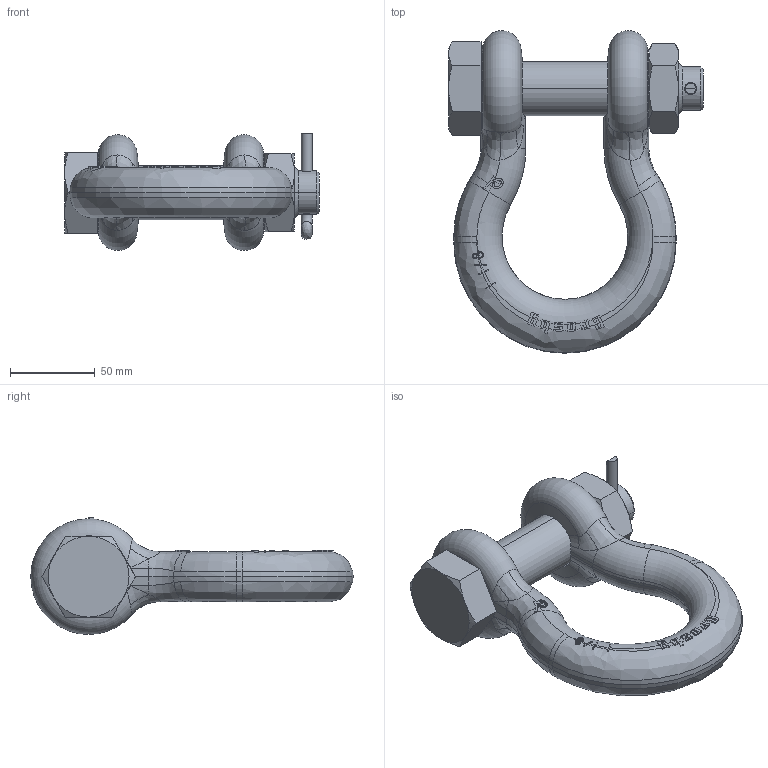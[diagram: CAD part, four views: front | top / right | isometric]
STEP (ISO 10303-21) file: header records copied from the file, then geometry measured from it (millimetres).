
FILE_DESCRIPTION((''),'2;1');
FILE_NAME('CROSBY_2130_113','2005-01-21T',('ADoughty'),('The Crosby Group, Inc.'),'PRO/ENGINEER BY PARAMETRIC TECHNOLOGY CORPORATION, 2004090','PRO/ENGINEER BY PARAMETRIC TECHNOLOGY CORPORATION, 2004090','');
FILE_SCHEMA(('CONFIG_CONTROL_DESIGN'));
Length unit declared in the file: inch
Products named in the file (1): CROSBY_2130_113
Bounding box: 149.86 x 189.73 x 68.83 mm (x, y, z)
Volume: 456143 mm3; surface area: 75417.1 mm2
Topology: 2 solids, 2 shells, 317 faces, 841 edges, 528 vertices
Faces by surface type: plane 133, bspline 71, cylinder 37, cone 34, torus 30, extrusion 12
Entity records: 14233 total; most frequent: CARTESIAN_POINT 7306, ORIENTED_EDGE 1682, DIRECTION 1056, EDGE_CURVE 841, VERTEX_POINT 528, B_SPLINE_CURVE_WITH_KNOTS 433, AXIS2_PLACEMENT_3D 390, EDGE_LOOP 323
